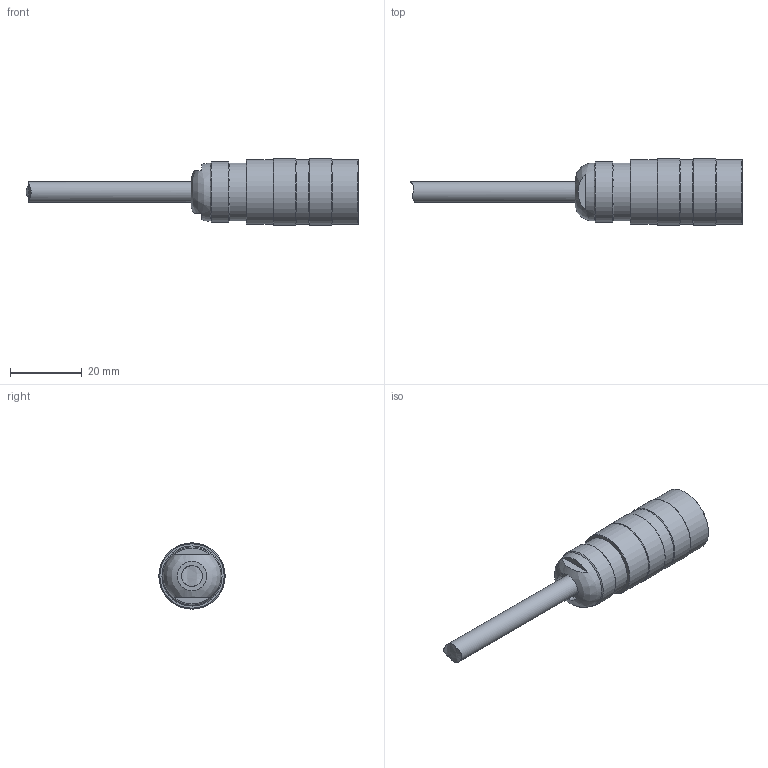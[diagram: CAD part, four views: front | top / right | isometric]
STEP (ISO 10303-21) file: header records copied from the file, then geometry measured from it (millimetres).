
FILE_DESCRIPTION(/* description */ (''),/* implementation_level */ '2;1');
FILE_NAME(/* name */ 'ipf_z3d_VK505C44.stp',/* time_stamp */ '2019-10-16T09:37:31+02:00',/* author */ ('g.aydin'),/* organization */ (''),/* preprocessor_version */ 'ST-DEVELOPER v15.2',/* originating_system */ 'Autodesk Inventor 2014',/* authorisation */ '');
FILE_SCHEMA (('AUTOMOTIVE_DESIGN { 1 0 10303 214 3 1 1 }'));
Length unit declared in the file: millimetre
Products named in the file (1): ipf_z3d_VK505C44
Bounding box: 92.74 x 18.5 x 18.5 mm (x, y, z)
Volume: 11404.3 mm3; surface area: 4796.2 mm2
Topology: 1 solids, 1 shells, 89 faces, 168 edges, 113 vertices
Faces by surface type: plane 39, cylinder 38, cone 9, bspline 3
Full cylindrical faces by diameter (mm): 1.1 x12, 1.6 x12, 2.6 x1, 5.8 x1, 8.2 x1, 14.9 x1, 15.188 x1, 15.25 x1, 16.2 x1, 16.8 x1, 18.15 x3, 18.5 x2
Entity records: 2043 total; most frequent: CARTESIAN_POINT 444, DIRECTION 356, ORIENTED_EDGE 208, AXIS2_PLACEMENT_3D 172, EDGE_LOOP 168, EDGE_CURVE 104, VERTEX_POINT 96, FACE_OUTER_BOUND 89
